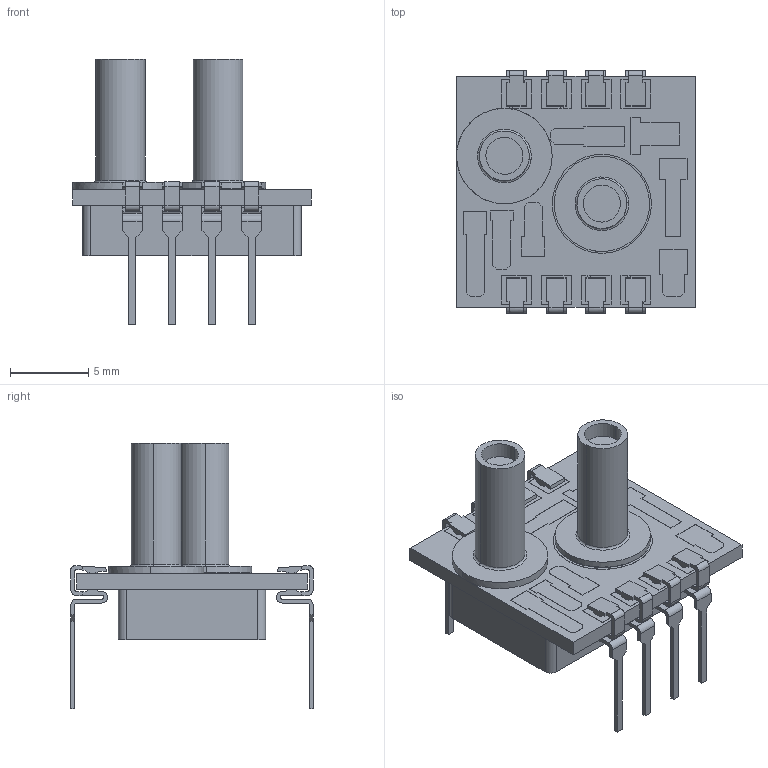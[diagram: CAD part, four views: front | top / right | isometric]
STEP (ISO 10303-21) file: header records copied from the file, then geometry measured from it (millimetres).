
FILE_DESCRIPTION((''),'2;1');
FILE_NAME('C-1220A-005D-3S','2020-06-17T00:59:48',('workeradm'),('TE Connectivity Ltd.'),'CREO PARAMETRIC BY PTC INC, 2019292','CREO PARAMETRIC BY PTC INC, 2019292','');
FILE_SCHEMA(('AUTOMOTIVE_DESIGN { 1 0 10303 214 1 1 1 1 }'));
Length unit declared in the file: millimetre
Products named in the file (1): C-1220A-005D-3S
Bounding box: 15.24 x 15.49 x 16.95 mm (x, y, z)
Volume: 817.7 mm3; surface area: 1131.2 mm2
Topology: 9 solids, 9 shells, 572 faces, 1581 edges, 1059 vertices
Faces by surface type: plane 452, cylinder 116, torus 4
Entity records: 18154 total; most frequent: CARTESIAN_POINT 3211, ORIENTED_EDGE 3158, DIRECTION 2984, EDGE_CURVE 1579, VECTOR 1324, LINE 1324, VERTEX_POINT 1055, AXIS2_PLACEMENT_3D 830
